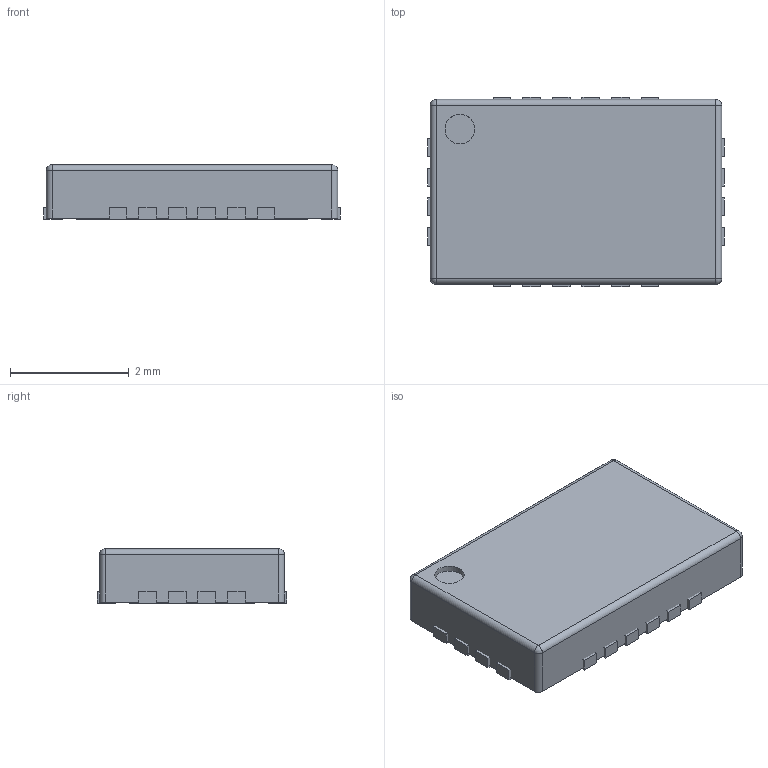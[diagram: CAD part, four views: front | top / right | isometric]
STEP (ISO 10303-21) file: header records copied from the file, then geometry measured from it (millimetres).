
FILE_DESCRIPTION(/* description */ ('STEP AP214'),/* implementation_level */ '2;1');
FILE_NAME(/* name */ '6047d9b12b8c1410323b249c',/* time_stamp */ '2021-03-09T20:25:21+00:00',/* author */ (''),/* organization */ (''),/* preprocessor_version */ 'ST-DEVELOPER v18.1',/* originating_system */ ' ',/* authorisation */ ' ');
FILE_SCHEMA (('AUTOMOTIVE_DESIGN {1 0 10303 214 3 1 1}'));
Length unit declared in the file: metre
Products named in the file (22): Part 20; Part 19; Part 21; Part 22; Part 18; Part 17; Part 16; Part 13; Part 14; Part 15; Part 12; Part 11; Part 10; Part 7; Part 8; Part 2; Part 6; Part 5; Part 3; Part 4; Part 9; Part 1
Bounding box: 5 x 3.2 x 0.92 mm (x, y, z)
Surface area: 71.5 mm2
Topology: 22 solids, 22 shells, 187 faces, 418 edges, 272 vertices
Faces by surface type: plane 134, cylinder 49, sphere 4
Full cylindrical faces by diameter (mm): 0.5 x1
Entity records: 5696 total; most frequent: DIRECTION 929, CARTESIAN_POINT 894, ORIENTED_EDGE 826, EDGE_CURVE 413, LINE 315, VECTOR 315, AXIS2_PLACEMENT_3D 307, VERTEX_POINT 272
